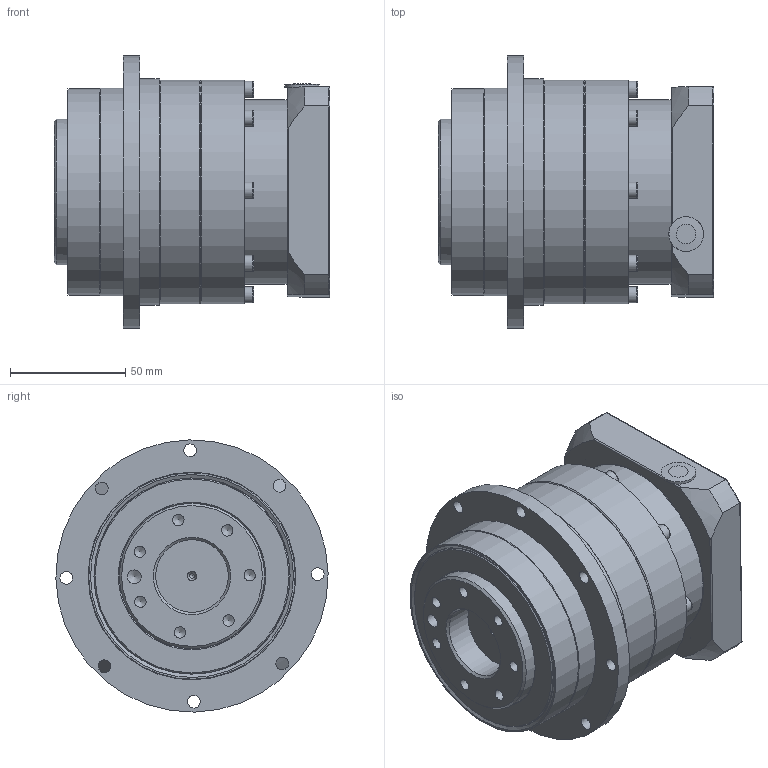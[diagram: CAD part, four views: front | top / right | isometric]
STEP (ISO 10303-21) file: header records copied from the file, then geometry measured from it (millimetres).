
FILE_DESCRIPTION(/* description */ (''),/* implementation_level */ '2;1');
FILE_NAME(/* name */ 'NF09000B1-090B.stp',/* time_stamp */ '2018-11-19T12:19:43+09:00',/* author */ ('Y.J.JI'),/* organization */ (''),/* preprocessor_version */ 'ST-DEVELOPER v15.6',/* originating_system */ 'Autodesk Inventor 2015',/* authorisation */ '');
FILE_SCHEMA (('AUTOMOTIVE_DESIGN { 1 0 10303 214 3 1 1 }'));
Length unit declared in the file: millimetre
Products named in the file (1): NF09000B1-090B
Bounding box: 119.5 x 117.99 x 117.99 mm (x, y, z)
Volume: 571432.5 mm3; surface area: 118214.4 mm2
Topology: 2 solids, 31 shells, 471 faces, 1139 edges, 741 vertices
Faces by surface type: plane 209, cylinder 133, cone 88, torus 37, sphere 4
Full cylindrical faces by diameter (mm): 2 x1, 3.242 x8, 4 x8, 4.134 x6, 4.5 x8, 4.917 x12, 5 x6, 5.5 x14, 6 x2, 6.6 x1, 7 x9, 8 x1, 8.5 x7, 9 x6, 10 x1, 15 x1, 19 x1, 23 x1, 31.5 x1, 55 x1, 58 x1, 60.9 x1, 62 x1, 63 x3, 76.15 x1, 80 x1, 85 x1, 89.5 x1, 90 x1, 97 x2
Entity records: 12282 total; most frequent: CARTESIAN_POINT 2499, DIRECTION 1977, ORIENTED_EDGE 1612, AXIS2_PLACEMENT_3D 845, EDGE_CURVE 806, EDGE_LOOP 757, VERTEX_POINT 621, FACE_OUTER_BOUND 471
